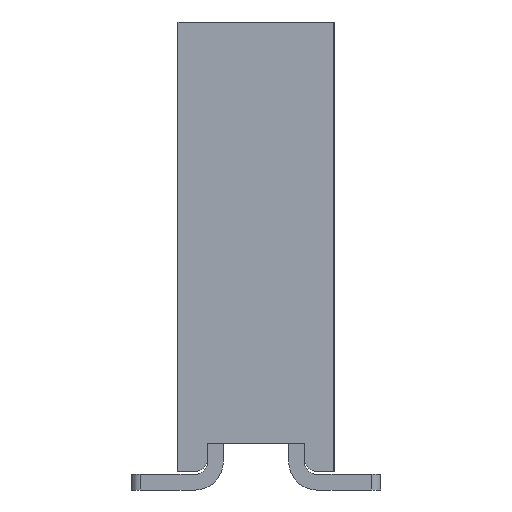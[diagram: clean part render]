
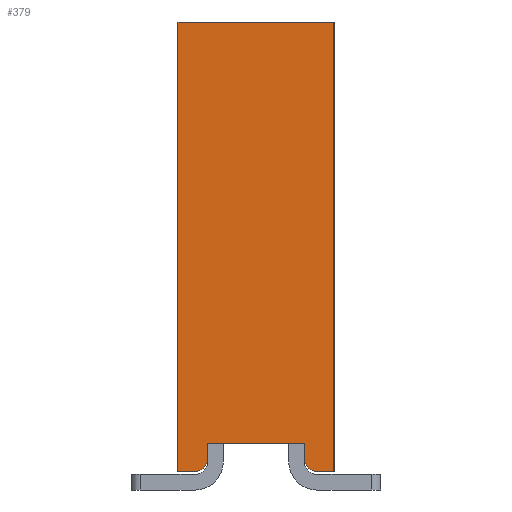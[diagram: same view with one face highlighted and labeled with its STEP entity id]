
A CAD part, left-side view. The second image highlights one B-rep face of the part: STEP entity #379.
In plain terms, the highlighted planar face has unit normal (-1, 0, 0).
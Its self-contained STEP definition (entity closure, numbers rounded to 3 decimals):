
#120=CIRCLE('',#10038,0.2);
#121=CIRCLE('',#10039,0.2);
#379=ADVANCED_FACE('',(#1325),#895,.T.);
#895=PLANE('',#10040);
#1325=FACE_OUTER_BOUND('',#1862,.T.);
#1862=EDGE_LOOP('',(#2780,#2781,#2782,#2783,#2784,#2785,#2786,#2787,#2788,
#2789));
#2780=ORIENTED_EDGE('',*,*,#6379,.T.);
#2781=ORIENTED_EDGE('',*,*,#6472,.T.);
#2782=ORIENTED_EDGE('',*,*,#6372,.T.);
#2783=ORIENTED_EDGE('',*,*,#6376,.F.);
#2784=ORIENTED_EDGE('',*,*,#6358,.F.);
#2785=ORIENTED_EDGE('',*,*,#6473,.T.);
#2786=ORIENTED_EDGE('',*,*,#6474,.T.);
#2787=ORIENTED_EDGE('',*,*,#6470,.T.);
#2788=ORIENTED_EDGE('',*,*,#6468,.T.);
#2789=ORIENTED_EDGE('',*,*,#6475,.F.);
#5419=VERTEX_POINT('',#13845);
#5420=VERTEX_POINT('',#13847);
#5428=VERTEX_POINT('',#13868);
#5431=VERTEX_POINT('',#13873);
#5436=VERTEX_POINT('',#13887);
#5437=VERTEX_POINT('',#13889);
#5523=VERTEX_POINT('',#14062);
#5525=VERTEX_POINT('',#14066);
#5527=VERTEX_POINT('',#14072);
#5528=VERTEX_POINT('',#14077);
#6358=EDGE_CURVE('',#5419,#5420,#7774,.T.);
#6372=EDGE_CURVE('',#5428,#5431,#7788,.T.);
#6376=EDGE_CURVE('',#5420,#5431,#7792,.T.);
#6379=EDGE_CURVE('',#5437,#5436,#7795,.T.);
#6468=EDGE_CURVE('',#5523,#5525,#7884,.T.);
#6470=EDGE_CURVE('',#5527,#5523,#7886,.T.);
#6472=EDGE_CURVE('',#5436,#5428,#120,.T.);
#6473=EDGE_CURVE('',#5419,#5528,#121,.T.);
#6474=EDGE_CURVE('',#5528,#5527,#7888,.T.);
#6475=EDGE_CURVE('',#5437,#5525,#7889,.T.);
#7774=LINE('',#13846,#9018);
#7788=LINE('',#13874,#9032);
#7792=LINE('',#13881,#9036);
#7795=LINE('',#13888,#9039);
#7884=LINE('',#14067,#9128);
#7886=LINE('',#14071,#9130);
#7888=LINE('',#14078,#9132);
#7889=LINE('',#14079,#9133);
#9018=VECTOR('',#11029,1.);
#9032=VECTOR('',#11047,1.);
#9036=VECTOR('',#11053,1.);
#9039=VECTOR('',#11058,1.);
#9128=VECTOR('',#11149,1.);
#9130=VECTOR('',#11153,1.);
#9132=VECTOR('',#11161,1.);
#9133=VECTOR('',#11162,1.);
#10038=AXIS2_PLACEMENT_3D('',#14075,#11157,#11158);
#10039=AXIS2_PLACEMENT_3D('',#14076,#11159,#11160);
#10040=AXIS2_PLACEMENT_3D('',#14080,#11163,#11164);
#11029=DIRECTION('',(0.,0.,1.));
#11047=DIRECTION('',(0.,0.,1.));
#11053=DIRECTION('',(0.,1.,0.));
#11058=DIRECTION('',(0.,-1.,0.));
#11149=DIRECTION('',(0.,1.,0.));
#11153=DIRECTION('',(0.,0.,1.));
#11157=DIRECTION('',(-1.,0.,0.));
#11158=DIRECTION('',(0.,0.,1.));
#11159=DIRECTION('',(-1.,0.,0.));
#11160=DIRECTION('',(0.,0.,1.));
#11161=DIRECTION('',(0.,-1.,0.));
#11162=DIRECTION('',(0.,0.,1.));
#11163=DIRECTION('',(-1.,0.,0.));
#11164=DIRECTION('',(0.,0.,1.));
#13845=CARTESIAN_POINT('',(0.,0.475,0.2));
#13846=CARTESIAN_POINT('',(0.,0.475,0.45));
#13847=CARTESIAN_POINT('',(0.,0.475,0.45));
#13868=CARTESIAN_POINT('',(0.,2.025,0.2));
#13873=CARTESIAN_POINT('',(0.,2.025,0.45));
#13874=CARTESIAN_POINT('',(0.,2.025,0.45));
#13881=CARTESIAN_POINT('',(0.,0.475,0.45));
#13887=CARTESIAN_POINT('',(0.,2.225,0.));
#13888=CARTESIAN_POINT('',(0.,1.25,0.));
#13889=CARTESIAN_POINT('',(0.,2.5,0.));
#14062=CARTESIAN_POINT('',(0.,0.,7.2));
#14066=CARTESIAN_POINT('',(0.,2.5,7.2));
#14067=CARTESIAN_POINT('',(0.,1.25,7.2));
#14071=CARTESIAN_POINT('',(0.,0.,0.));
#14072=CARTESIAN_POINT('',(0.,0.,0.));
#14075=CARTESIAN_POINT('',(0.,2.225,0.2));
#14076=CARTESIAN_POINT('',(0.,0.275,0.2));
#14077=CARTESIAN_POINT('',(0.,0.275,0.));
#14078=CARTESIAN_POINT('',(0.,1.25,0.));
#14079=CARTESIAN_POINT('',(0.,2.5,0.));
#14080=CARTESIAN_POINT('',(0.,1.25,0.));
